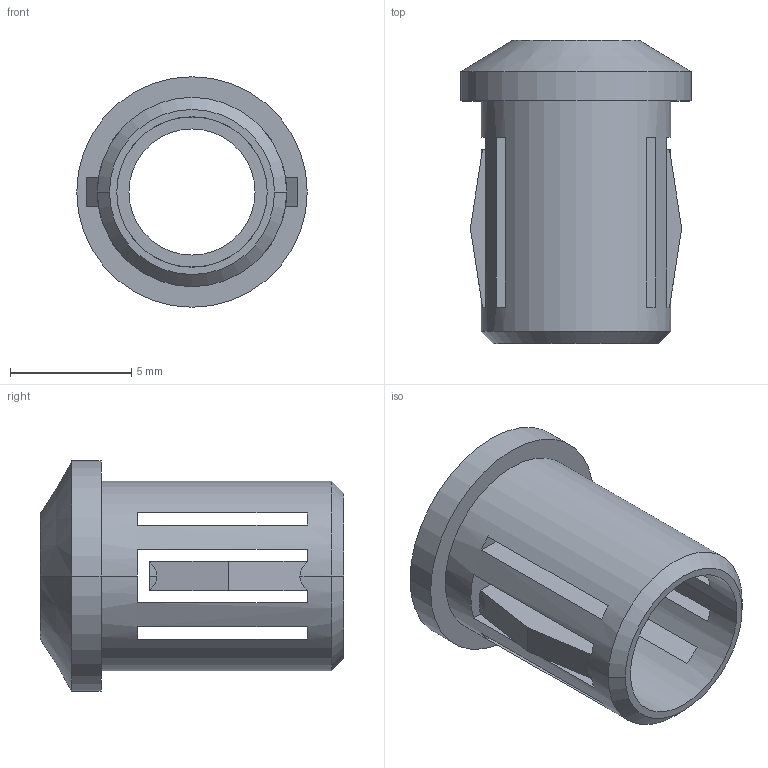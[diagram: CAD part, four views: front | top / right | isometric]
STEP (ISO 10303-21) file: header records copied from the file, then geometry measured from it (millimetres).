
FILE_DESCRIPTION (( 'STEP AP203' ), '1' );
FILE_NAME ('led-holder-kingbright-rtf5010.step', '2015-08-07T07:43:28', ( 'Cesar' ), ( '' ), 'SwSTEP 2.0', 'SolidWorks 2013', '' );
FILE_SCHEMA (( 'CONFIG_CONTROL_DESIGN' ));
Length unit declared in the file: millimetre
Products named in the file (1): led-holder-kingbright-rtf5010
Bounding box: 9.5 x 12.5 x 9.5 mm (x, y, z)
Volume: 250.7 mm3; surface area: 666.4 mm2
Topology: 1 solids, 1 shells, 48 faces, 145 edges, 92 vertices
Faces by surface type: plane 33, cylinder 11, cone 4
Entity records: 1735 total; most frequent: CARTESIAN_POINT 307, ORIENTED_EDGE 290, DIRECTION 289, EDGE_CURVE 145, AXIS2_PLACEMENT_3D 102, VERTEX_POINT 92, VECTOR 85, LINE 85
